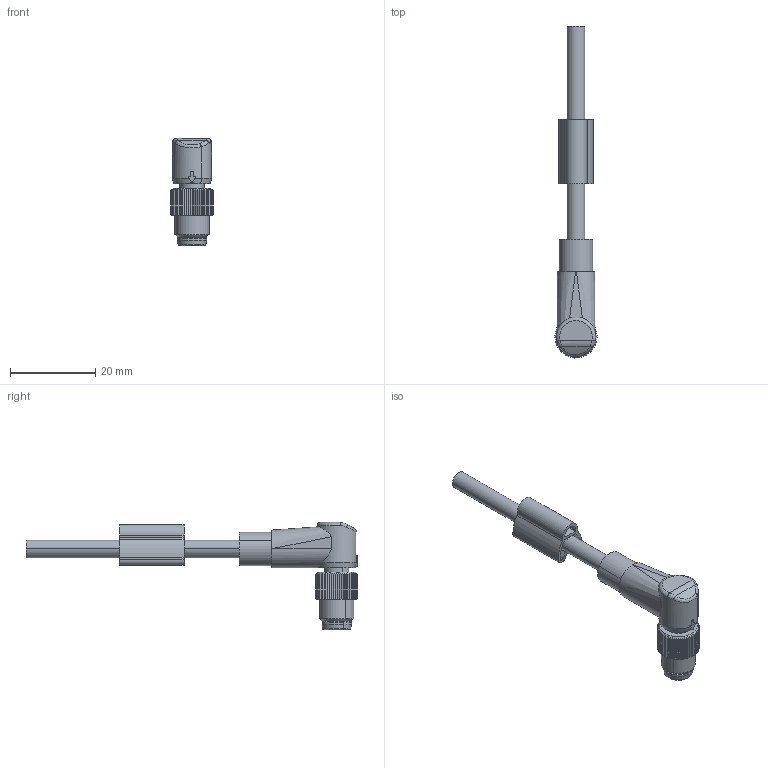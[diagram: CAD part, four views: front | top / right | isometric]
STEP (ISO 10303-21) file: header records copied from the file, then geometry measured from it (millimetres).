
FILE_DESCRIPTION(('CATIA V5 STEP Exchange','CAx-IF Rec.Pracs.--- Model Styling and Organization---1.4--- 2014-01-23'),'2;1');
FILE_NAME ('210262-2_0', '2023-01-31T12:46:01+00:00', ('none'), ('Weidmueller'), 'CATIA Version 5-6 Release 2016 SP3 HF44', 'CATIA V5 STEP AP214', 'none');
FILE_SCHEMA(('AUTOMOTIVE_DESIGN { 1 0 10303 214 1 1 1 1 }'));
Length unit declared in the file: millimetre
Products named in the file (1): 1857550010
Bounding box: 9.9 x 77.75 x 25.1 mm (x, y, z)
Volume: 3499.5 mm3; surface area: 4317.1 mm2
Topology: 8 solids, 8 shells, 573 faces, 1550 edges, 1003 vertices
Faces by surface type: plane 242, cylinder 228, cone 64, torus 23, bspline 6, sphere 6, revolution 4
Entity records: 18190 total; most frequent: CARTESIAN_POINT 5199, ORIENTED_EDGE 3076, DIRECTION 1974, EDGE_CURVE 1538, VERTEX_POINT 1003, AXIS2_PLACEMENT_3D 956, EDGE_LOOP 613, VECTOR 599
